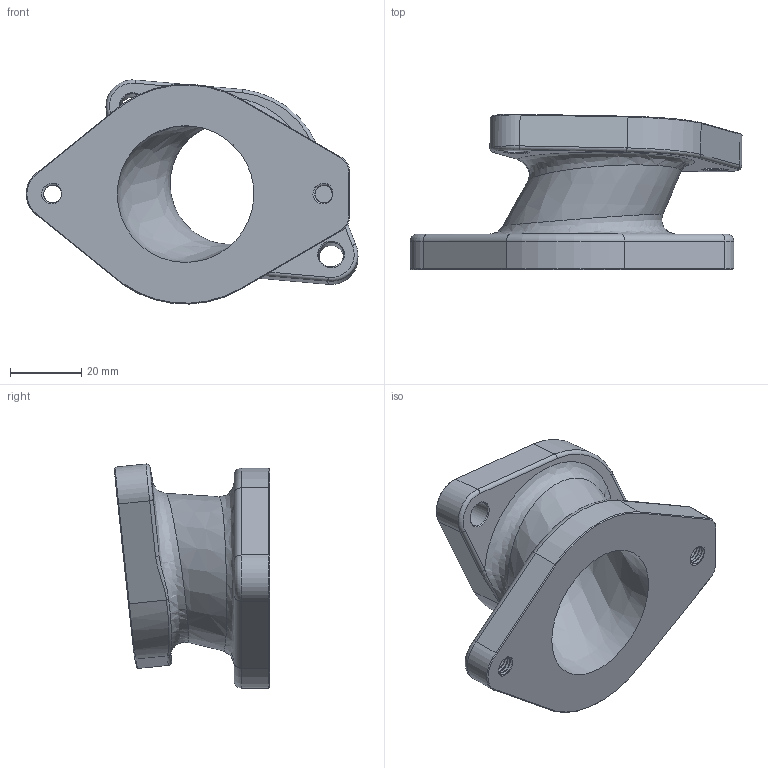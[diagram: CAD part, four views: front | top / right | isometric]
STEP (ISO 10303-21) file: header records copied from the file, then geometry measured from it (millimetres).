
FILE_DESCRIPTION(/* description */ (''),/* implementation_level */ '2;1');
FILE_NAME(/* name */ 'Ansaugbrücke_Rechts v5.step',/* time_stamp */ '2021-03-02T08:55:21+01:00',/* author */ (''),/* organization */ (''),/* preprocessor_version */ 'ST-DEVELOPER v18.1',/* originating_system */ 'Autodesk Translation Framework v9.7.1.1290',/* authorisation */ '');
FILE_SCHEMA (('AUTOMOTIVE_DESIGN { 1 0 10303 214 3 1 1 }'));
Length unit declared in the file: millimetre
Products named in the file (2): Ansaugbrücke_Rechts; Flansch_Vergasser
Assembly tree (1 placements, depth 2):
  Ansaugbrücke_Rechts
    Flansch_Vergasser
Bounding box: 93.51 x 43.75 x 63.12 mm (x, y, z)
Volume: 52217.9 mm3; surface area: 20997.2 mm2
Topology: 1 solids, 8 shells, 152 faces, 358 edges, 225 vertices
Faces by surface type: cylinder 74, plane 31, bspline 26, cone 13, torus 8
Full cylindrical faces by diameter (mm): 5.035 x12, 6.147 x6, 7 x2, 35 x1, 40 x1, 46.3 x1
Entity records: 8601 total; most frequent: CARTESIAN_POINT 5408, ORIENTED_EDGE 716, DIRECTION 514, EDGE_CURVE 358, VERTEX_POINT 225, AXIS2_PLACEMENT_3D 196, B_SPLINE_CURVE_WITH_KNOTS 169, EDGE_LOOP 165
